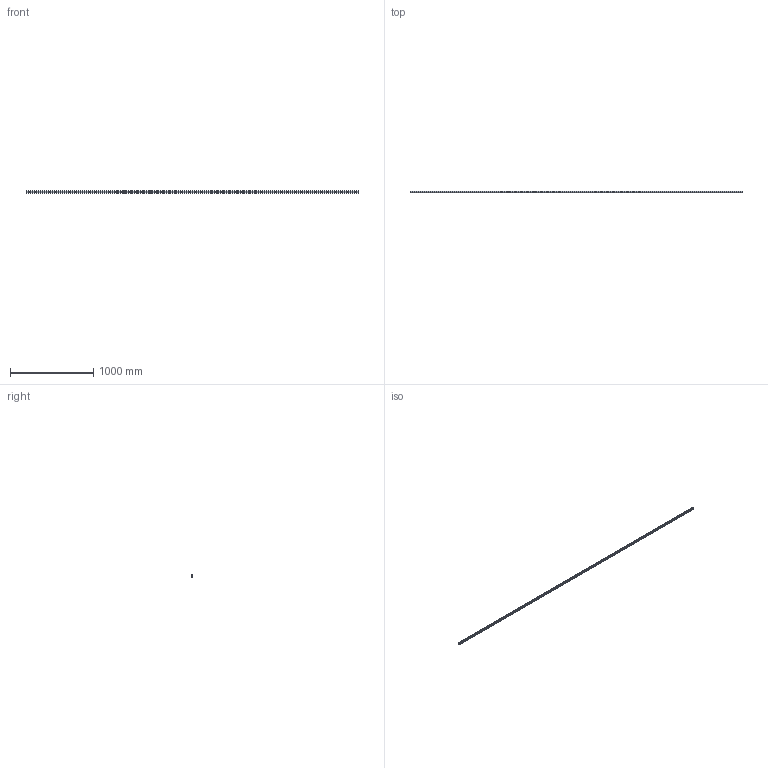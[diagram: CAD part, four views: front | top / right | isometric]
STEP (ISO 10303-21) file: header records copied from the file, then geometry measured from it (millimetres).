
FILE_DESCRIPTION((''),'2;1');
FILE_NAME('# S-LBX 30-4000 (OM).stp','2021-02-05T08:39:14',('USpaeth'),(''),'Autodesk Inventor 2012','Autodesk Inventor 2012','');
FILE_SCHEMA(('AUTOMOTIVE_DESIGN { 1 0 10303 214 1 1 1 1 }'));
Length unit declared in the file: millimetre
Products named in the file (1): # S-LBX 30-4000 (OM)
Bounding box: 4000 x 15 x 29.5 mm (x, y, z)
Volume: 457620.5 mm3; surface area: 389252.4 mm2
Topology: 1 solids, 1 shells, 222 faces, 660 edges, 440 vertices
Faces by surface type: plane 114, cylinder 108
Entity records: 7726 total; most frequent: CARTESIAN_POINT 1323, DIRECTION 1322, ORIENTED_EDGE 1320, EDGE_CURVE 660, VECTOR 444, LINE 444, VERTEX_POINT 440, AXIS2_PLACEMENT_3D 439
